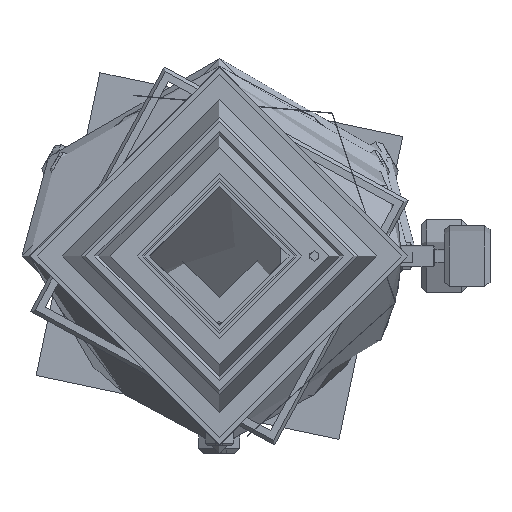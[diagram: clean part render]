
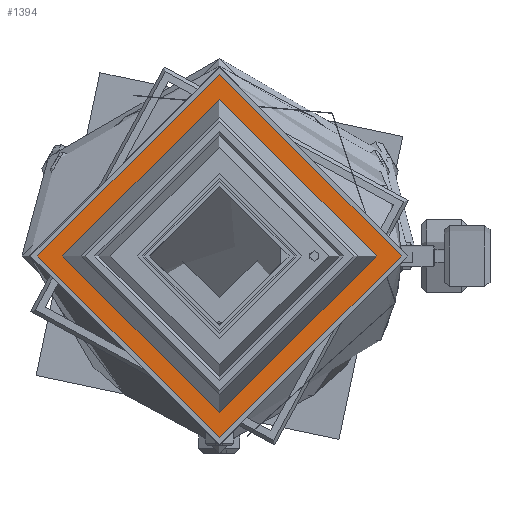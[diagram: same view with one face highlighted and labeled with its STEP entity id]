
A CAD part, left-side view. The second image highlights one B-rep face of the part: STEP entity #1394.
In plain terms, the highlighted planar face has unit normal (-1, 0, 0).
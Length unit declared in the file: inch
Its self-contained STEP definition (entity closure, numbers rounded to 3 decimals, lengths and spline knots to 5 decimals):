
#1360=CARTESIAN_POINT('',(0.5,0.62,0.0));
#1361=VERTEX_POINT('',#1360);
#1362=CARTESIAN_POINT('',(0.5,0.0,0.0));
#1363=DIRECTION('',(1.0,0.0,0.0));
#1364=DIRECTION('',(0.0,1.0,0.0));
#1365=AXIS2_PLACEMENT_3D('',#1362,#1363,#1364);
#1366=CIRCLE('',#1365,0.62);
#1367=EDGE_CURVE('',#1361,#1361,#1366,.T.);
#1375=CARTESIAN_POINT('',(0.5,0.66925,0.0));
#1376=DIRECTION('',(-1.0,0.0,0.0));
#1377=DIRECTION('',(0.0,0.0,1.0));
#1378=AXIS2_PLACEMENT_3D('',#1375,#1376,#1377);
#1379=PLANE('',#1378);
#1380=CARTESIAN_POINT('',(0.5,0.7185,0.0));
#1381=VERTEX_POINT('',#1380);
#1382=CARTESIAN_POINT('',(0.5,0.0,0.0));
#1383=DIRECTION('',(1.0,0.0,0.0));
#1384=DIRECTION('',(0.0,1.0,0.0));
#1385=AXIS2_PLACEMENT_3D('',#1382,#1383,#1384);
#1386=CIRCLE('',#1385,0.7185);
#1387=EDGE_CURVE('',#1381,#1381,#1386,.T.);
#1388=ORIENTED_EDGE('',*,*,#1387,.F.);
#1389=EDGE_LOOP('',(#1388));
#1390=FACE_OUTER_BOUND('',#1389,.T.);
#1391=ORIENTED_EDGE('',*,*,#1367,.T.);
#1392=EDGE_LOOP('',(#1391));
#1393=FACE_BOUND('',#1392,.T.);
#1394=ADVANCED_FACE('',(#1390,#1393),#1379,.T.);
